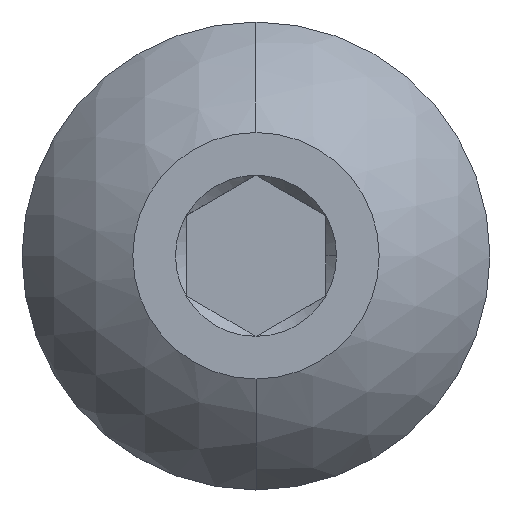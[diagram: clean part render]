
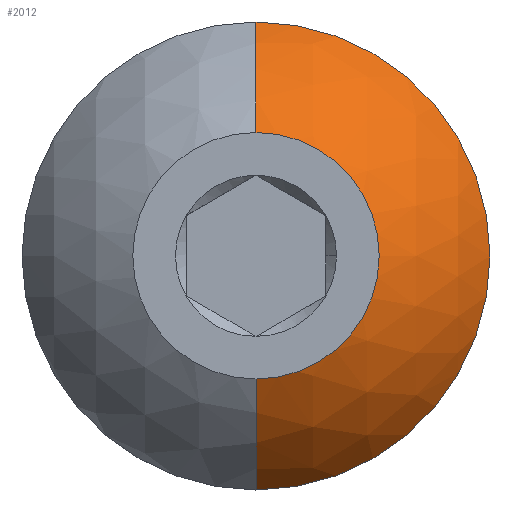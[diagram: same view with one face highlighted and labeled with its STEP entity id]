
A CAD part, top view. The second image highlights one B-rep face of the part: STEP entity #2012.
In plain terms, the highlighted spherical face has radius 3.76 mm.
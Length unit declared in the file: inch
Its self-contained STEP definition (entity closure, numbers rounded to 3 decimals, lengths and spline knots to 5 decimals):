
#46 = VERTEX_POINT ( 'NONE', #212 ) ;
#107 = CARTESIAN_POINT ( 'NONE',  ( 0.131, 0., -0.06205 ) ) ;
#181 = ORIENTED_EDGE ( 'NONE', *, *, #2952, .T. ) ;
#212 = CARTESIAN_POINT ( 'NONE',  ( 0., 0.069, 0. ) ) ;
#256 = CARTESIAN_POINT ( 'NONE',  ( 0., 0., -0.06205 ) ) ;
#314 = EDGE_CURVE ( 'NONE', #2084, #2325, #1138, .T. ) ;
#332 = CARTESIAN_POINT ( 'NONE',  ( 0., 0., 0. ) ) ;
#401 = CARTESIAN_POINT ( 'NONE',  ( 0., 0., -0.13094 ) ) ;
#449 = ORIENTED_EDGE ( 'NONE', *, *, #2016, .T. ) ;
#484 = CARTESIAN_POINT ( 'NONE',  ( 0., 0., -0.06205 ) ) ;
#543 = DIRECTION ( 'NONE',  ( -1., 0., 0. ) ) ;
#549 = DIRECTION ( 'NONE',  ( 1., 0., 0. ) ) ;
#664 = DIRECTION ( 'NONE',  ( 0., 0., 1. ) ) ;
#881 = DIRECTION ( 'NONE',  ( 0., 1., 0. ) ) ;
#990 = EDGE_LOOP ( 'NONE', ( #181, #1146, #449, #2342, #1005 ) ) ;
#1005 = ORIENTED_EDGE ( 'NONE', *, *, #2496, .F. ) ;
#1080 = SPHERICAL_SURFACE ( 'NONE', #2428, 0.14801 ) ;
#1138 = CIRCLE ( 'NONE', #1532, 0.131 ) ;
#1146 = ORIENTED_EDGE ( 'NONE', *, *, #314, .T. ) ;
#1171 = CARTESIAN_POINT ( 'NONE',  ( 0., 0.131, -0.06205 ) ) ;
#1187 = CIRCLE ( 'NONE', #2832, 0.14801 ) ;
#1189 = CIRCLE ( 'NONE', #1980, 0.131 ) ;
#1277 = DIRECTION ( 'NONE',  ( 0., 0., 1. ) ) ;
#1278 = CARTESIAN_POINT ( 'NONE',  ( 0., -0.131, -0.06205 ) ) ;
#1358 = VERTEX_POINT ( 'NONE', #1278 ) ;
#1489 = DIRECTION ( 'NONE',  ( 0., -1., 0. ) ) ;
#1525 = DIRECTION ( 'NONE',  ( 1., 0., 0. ) ) ;
#1532 = AXIS2_PLACEMENT_3D ( 'NONE', #484, #664, #1676 ) ;
#1570 = DIRECTION ( 'NONE',  ( 0., 0., 1. ) ) ;
#1593 = FACE_OUTER_BOUND ( 'NONE', #990, .T. ) ;
#1676 = DIRECTION ( 'NONE',  ( 1., 0., 0. ) ) ;
#1764 = CARTESIAN_POINT ( 'NONE',  ( 0., 0., -0.13094 ) ) ;
#1931 = CARTESIAN_POINT ( 'NONE',  ( 0., 0., -0.13094 ) ) ;
#1980 = AXIS2_PLACEMENT_3D ( 'NONE', #256, #1277, #549 ) ;
#1993 = DIRECTION ( 'NONE',  ( 1., 0., 0. ) ) ;
#2012 = ADVANCED_FACE ( 'NONE', ( #1593 ), #1080, .T. ) ;
#2016 = EDGE_CURVE ( 'NONE', #2325, #46, #1187, .T. ) ;
#2021 = VERTEX_POINT ( 'NONE', #2479 ) ;
#2054 = DIRECTION ( 'NONE',  ( 0., -1., 0. ) ) ;
#2073 = CIRCLE ( 'NONE', #2477, 0.14801 ) ;
#2084 = VERTEX_POINT ( 'NONE', #107 ) ;
#2325 = VERTEX_POINT ( 'NONE', #1171 ) ;
#2342 = ORIENTED_EDGE ( 'NONE', *, *, #2572, .F. ) ;
#2428 = AXIS2_PLACEMENT_3D ( 'NONE', #401, #1993, #2054 ) ;
#2477 = AXIS2_PLACEMENT_3D ( 'NONE', #1931, #543, #1489 ) ;
#2479 = CARTESIAN_POINT ( 'NONE',  ( 0., -0.069, 0. ) ) ;
#2496 = EDGE_CURVE ( 'NONE', #1358, #2021, #2073, .T. ) ;
#2572 = EDGE_CURVE ( 'NONE', #2021, #46, #2976, .T. ) ;
#2730 = DIRECTION ( 'NONE',  ( 1., 0., 0. ) ) ;
#2832 = AXIS2_PLACEMENT_3D ( 'NONE', #1764, #1525, #881 ) ;
#2882 = AXIS2_PLACEMENT_3D ( 'NONE', #332, #1570, #2730 ) ;
#2952 = EDGE_CURVE ( 'NONE', #1358, #2084, #1189, .T. ) ;
#2976 = CIRCLE ( 'NONE', #2882, 0.069 ) ;
